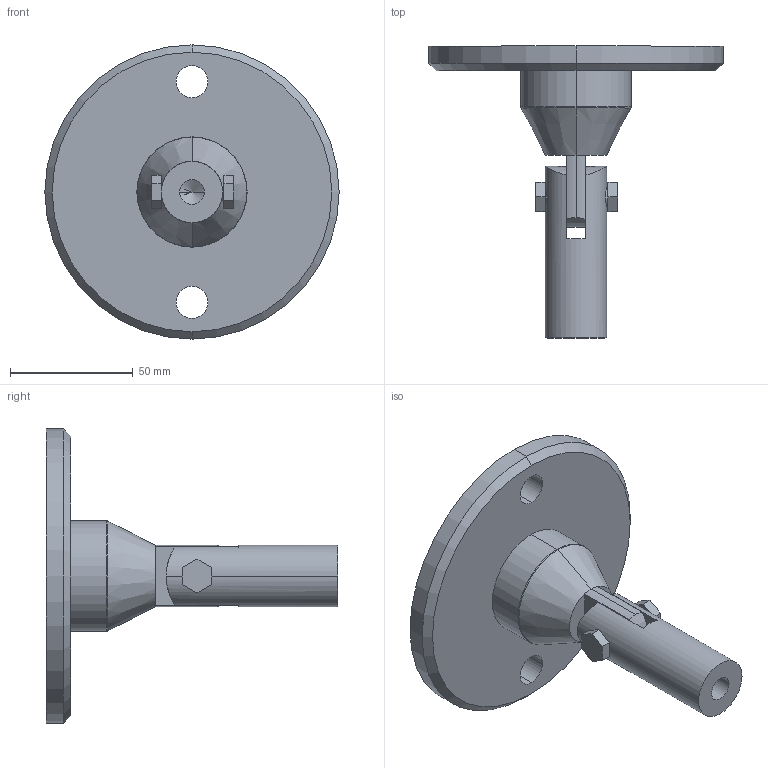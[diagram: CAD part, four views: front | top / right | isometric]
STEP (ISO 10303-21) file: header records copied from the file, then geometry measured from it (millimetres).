
FILE_DESCRIPTION (( 'STEP AP203' ), '1' );
FILE_NAME ('0100000000013158_27_A14_120-R.STEP', '2020-03-04T11:58:23', ( '' ), ( '' ), 'SwSTEP 2.0', 'SolidWorks 2019', '' );
FILE_SCHEMA (( 'CONFIG_CONTROL_DESIGN' ));
Length unit declared in the file: millimetre
Products named in the file (7): 0100000000013158_27_A14_120-R; 0100000000013158_35_A14-120-R P3; 0100000000013158_38_screw_din_7991-m10x20-a2-70; 0100000000013158_37_A14-120-R P5; 0100000000013158_34_A14-120-R P2; 0100000000013158_36_A14-120-R P4; 0100000000013158_33_A14-120-R P1
Assembly tree (7 placements, depth 2):
  0100000000013158_27_A14_120-R
    0100000000013158_33_A14-120-R P1
    0100000000013158_34_A14-120-R P2
    0100000000013158_35_A14-120-R P3
    0100000000013158_36_A14-120-R P4
    0100000000013158_37_A14-120-R P5
    0100000000013158_38_screw_din_7991-m10x20-a2-70  x2
Bounding box: 120 x 119 x 120 mm (x, y, z)
Volume: 181200.4 mm3; surface area: 48726.7 mm2
Topology: 7 solids, 7 shells, 144 faces, 328 edges, 197 vertices
Faces by surface type: cylinder 60, plane 48, cone 30, torus 6
Entity records: 4464 total; most frequent: CARTESIAN_POINT 869, DIRECTION 639, ORIENTED_EDGE 552, EDGE_CURVE 276, AXIS2_PLACEMENT_3D 251, VERTEX_POINT 171, EDGE_LOOP 143, VECTOR 137
